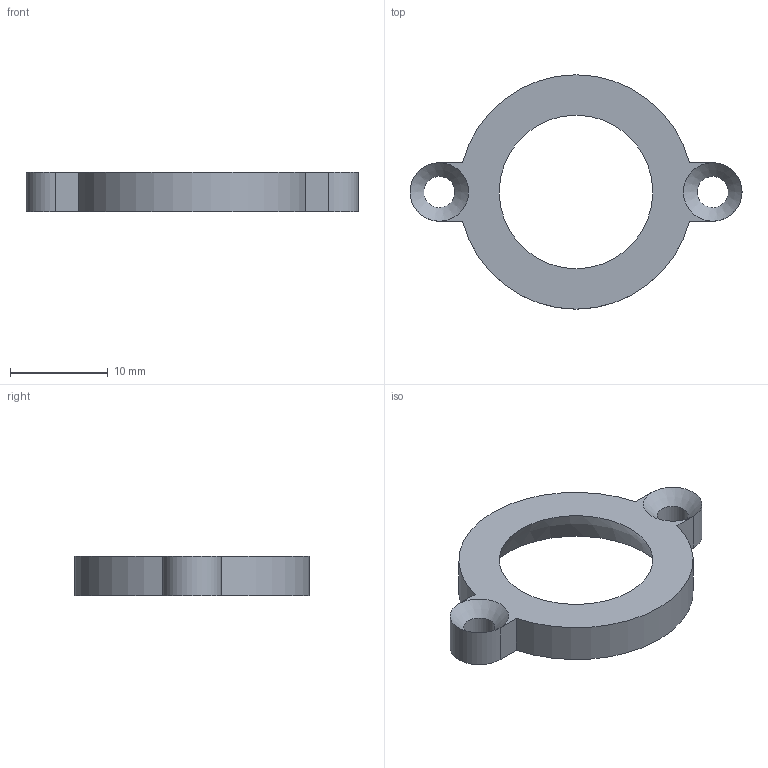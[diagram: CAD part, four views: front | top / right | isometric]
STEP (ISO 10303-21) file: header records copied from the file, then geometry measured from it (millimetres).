
FILE_DESCRIPTION(('FreeCAD Model'),'2;1');
FILE_NAME('Open CASCADE Shape Model','2022-11-28T02:52:27',(''),(''), 'Open CASCADE STEP processor 7.6','FreeCAD','Unknown');
FILE_SCHEMA(('AUTOMOTIVE_DESIGN { 1 0 10303 214 1 1 1 1 }'));
Length unit declared in the file: millimetre
Products named in the file (1): Body
Bounding box: 34 x 24 x 4 mm (x, y, z)
Volume: 898.7 mm3; surface area: 1170.8 mm2
Topology: 1 solids, 1 shells, 15 faces, 39 edges, 24 vertices
Faces by surface type: cylinder 6, plane 6, cone 2, sphere 1
Full cylindrical faces by diameter (mm): 3.2 x2
Entity records: 1005 total; most frequent: DIRECTION 168, CARTESIAN_POINT 157, LINE 85, VECTOR 85, ORIENTED_EDGE 78, PCURVE 78, DEFINITIONAL_REPRESENTATION 78, EDGE_CURVE 39
